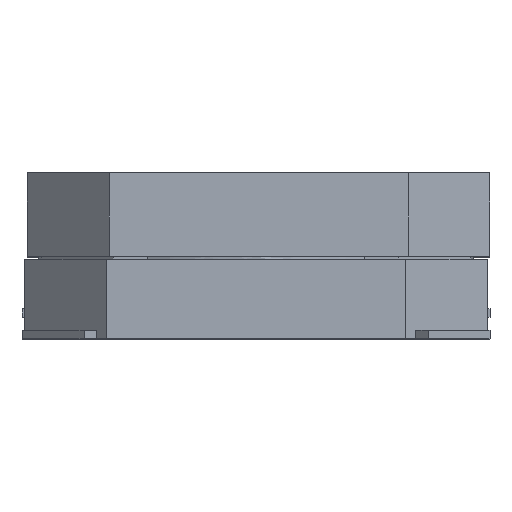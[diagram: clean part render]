
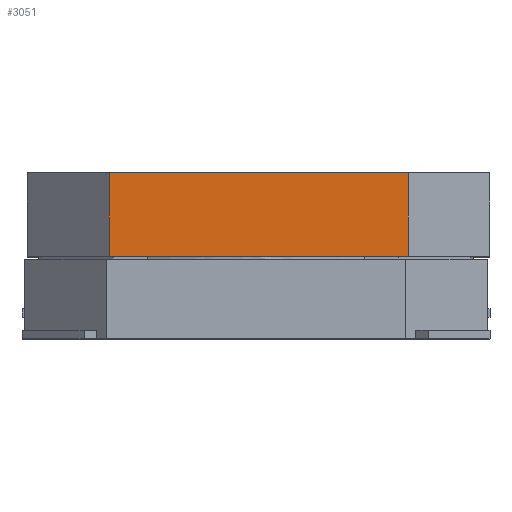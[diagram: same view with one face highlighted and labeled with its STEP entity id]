
A CAD part, top view. The second image highlights one B-rep face of the part: STEP entity #3051.
In plain terms, the highlighted planar face has unit normal (0, 0, 1).
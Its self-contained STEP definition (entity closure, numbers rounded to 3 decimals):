
#150=PLANE('',#3262);
#301=FACE_OUTER_BOUND('',#459,.T.);
#459=EDGE_LOOP('',(#2830,#2831,#2832,#2833));
#852=LINE('',#4813,#1251);
#880=LINE('',#4872,#1279);
#890=LINE('',#4890,#1289);
#895=LINE('',#4900,#1294);
#1251=VECTOR('',#3945,5.501);
#1279=VECTOR('',#3983,5.501);
#1289=VECTOR('',#4001,1.54);
#1294=VECTOR('',#4016,1.54);
#1551=VERTEX_POINT('',#4809);
#1553=VERTEX_POINT('',#4812);
#1578=VERTEX_POINT('',#4869);
#1579=VERTEX_POINT('',#4871);
#1963=EDGE_CURVE('',#1553,#1551,#852,.T.);
#1994=EDGE_CURVE('',#1578,#1579,#880,.T.);
#2004=EDGE_CURVE('',#1579,#1551,#890,.T.);
#2009=EDGE_CURVE('',#1578,#1553,#895,.T.);
#2830=ORIENTED_EDGE('',*,*,#1963,.T.);
#2831=ORIENTED_EDGE('',*,*,#2004,.F.);
#2832=ORIENTED_EDGE('',*,*,#1994,.F.);
#2833=ORIENTED_EDGE('',*,*,#2009,.T.);
#3051=ADVANCED_FACE('',(#301),#150,.F.);
#3262=AXIS2_PLACEMENT_3D('',#4901,#4017,#4018);
#3945=DIRECTION('',(-1.,0.,0.));
#3983=DIRECTION('',(-1.,0.,0.));
#4001=DIRECTION('',(0.,1.,0.));
#4016=DIRECTION('',(0.,1.,0.));
#4017=DIRECTION('center_axis',(0.,0.,
-1.));
#4018=DIRECTION('ref_axis',(1.,0.,0.));
#4809=CARTESIAN_POINT('',(-2.734,1.746,4.217));
#4812=CARTESIAN_POINT('',(2.766,1.746,4.217));
#4813=CARTESIAN_POINT('',(0.016,1.746,4.217));
#4869=CARTESIAN_POINT('',(2.766,0.206,4.217));
#4871=CARTESIAN_POINT('',(-2.734,0.206,4.217));
#4872=CARTESIAN_POINT('',(2.716,0.206,4.217));
#4890=CARTESIAN_POINT('',(-2.734,0.196,4.217));
#4900=CARTESIAN_POINT('',(2.766,0.196,4.217));
#4901=CARTESIAN_POINT('Origin',(0.016,0.196,4.217));
